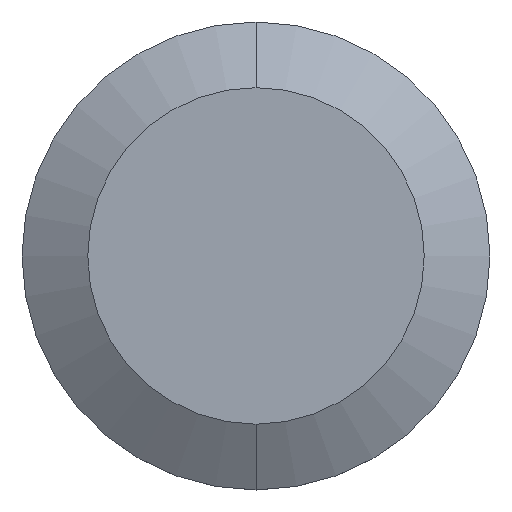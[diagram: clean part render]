
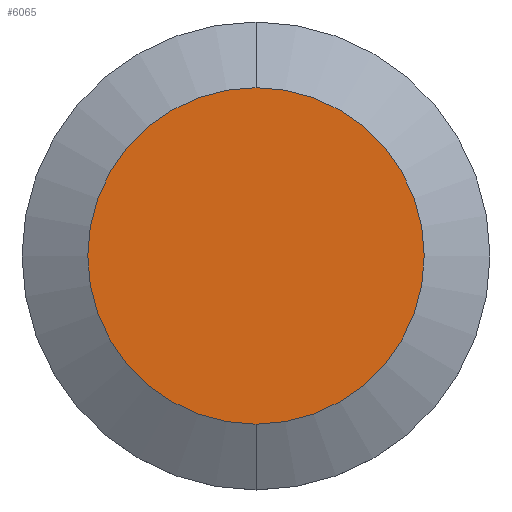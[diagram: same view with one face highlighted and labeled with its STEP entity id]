
A CAD part, top view. The second image highlights one B-rep face of the part: STEP entity #6065.
In plain terms, the highlighted face is planar.
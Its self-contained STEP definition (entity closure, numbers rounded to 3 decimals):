
#64 = DIRECTION ( 'NONE',  ( 0., -1., 0. ) ) ;
#425 = AXIS2_PLACEMENT_3D ( 'NONE', #7379, #7272, #6640 ) ;
#445 = AXIS2_PLACEMENT_3D ( 'NONE', #3436, #1183, #7921 ) ;
#875 = CIRCLE ( 'NONE', #6375, 6.4 ) ;
#1183 = DIRECTION ( 'NONE',  ( 0., 1., 0. ) ) ;
#2868 = VERTEX_POINT ( 'NONE', #3698 ) ;
#3436 = CARTESIAN_POINT ( 'NONE',  ( -6.4, -2., 0. ) ) ;
#3698 = CARTESIAN_POINT ( 'NONE',  ( 0., -2., 6.4 ) ) ;
#3724 = EDGE_CURVE ( 'NONE', #2868, #8484, #4009, .T. ) ;
#3946 = EDGE_CURVE ( 'NONE', #8484, #2868, #875, .T. ) ;
#4009 = CIRCLE ( 'NONE', #425, 6.4 ) ;
#4457 = ORIENTED_EDGE ( 'NONE', *, *, #3946, .T. ) ;
#4550 = ORIENTED_EDGE ( 'NONE', *, *, #3724, .T. ) ;
#4656 = DIRECTION ( 'NONE',  ( 0., 0., -1. ) ) ;
#4738 = EDGE_LOOP ( 'NONE', ( #4550, #4457 ) ) ;
#4879 = CARTESIAN_POINT ( 'NONE',  ( 0., -2., -6.4 ) ) ;
#6065 = ADVANCED_FACE ( 'NONE', ( #8914 ), #8764, .F. ) ;
#6375 = AXIS2_PLACEMENT_3D ( 'NONE', #6791, #64, #4656 ) ;
#6640 = DIRECTION ( 'NONE',  ( 0., 0., -1. ) ) ;
#6791 = CARTESIAN_POINT ( 'NONE',  ( 0., -2., 0. ) ) ;
#7272 = DIRECTION ( 'NONE',  ( 0., -1., 0. ) ) ;
#7379 = CARTESIAN_POINT ( 'NONE',  ( 0., -2., 0. ) ) ;
#7921 = DIRECTION ( 'NONE',  ( 0., 0., 1. ) ) ;
#8484 = VERTEX_POINT ( 'NONE', #4879 ) ;
#8764 = PLANE ( 'NONE',  #445 ) ;
#8914 = FACE_OUTER_BOUND ( 'NONE', #4738, .T. ) ;
